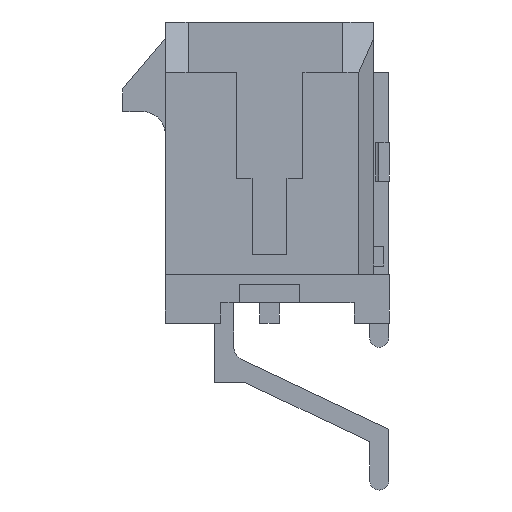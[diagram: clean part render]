
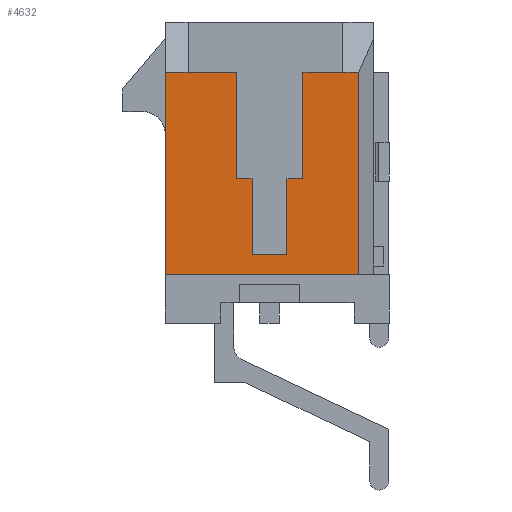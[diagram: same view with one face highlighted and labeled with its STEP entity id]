
A CAD part, left-side view. The second image highlights one B-rep face of the part: STEP entity #4632.
In plain terms, the highlighted planar face has unit normal (-1, 0, 0).
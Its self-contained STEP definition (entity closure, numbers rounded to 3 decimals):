
#5 = CARTESIAN_POINT ( 'NONE',  ( -10.825, 4.515, 2.55 ) ) ;
#154 = LINE ( 'NONE', #5237, #11893 ) ;
#328 = LINE ( 'NONE', #15669, #5677 ) ;
#517 = CARTESIAN_POINT ( 'NONE',  ( -10.825, 2.84, 2.55 ) ) ;
#785 = DIRECTION ( 'NONE',  ( 0., 0., -1. ) ) ;
#1035 = VERTEX_POINT ( 'NONE', #15750 ) ;
#1131 = EDGE_CURVE ( 'NONE', #1666, #2157, #16309, .T. ) ;
#1143 = CARTESIAN_POINT ( 'NONE',  ( -10.825, 7.37, -0.61 ) ) ;
#1245 = LINE ( 'NONE', #2492, #1714 ) ;
#1371 = CARTESIAN_POINT ( 'NONE',  ( -10.825, 7.37, -0.61 ) ) ;
#1557 = CARTESIAN_POINT ( 'NONE',  ( -10.825, 3.94, 2.745 ) ) ;
#1666 = VERTEX_POINT ( 'NONE', #1371 ) ;
#1684 = CARTESIAN_POINT ( 'NONE',  ( -10.825, 4.515, 0.05 ) ) ;
#1714 = VECTOR ( 'NONE', #6580, 1000. ) ;
#1960 = CARTESIAN_POINT ( 'NONE',  ( -10.825, 2.84, 6.05 ) ) ;
#1976 = CARTESIAN_POINT ( 'NONE',  ( -10.825, 4.515, 2.55 ) ) ;
#2006 = VECTOR ( 'NONE', #4652, 1000. ) ;
#2157 = VERTEX_POINT ( 'NONE', #2858 ) ;
#2344 = EDGE_CURVE ( 'NONE', #4958, #12416, #9774, .T. ) ;
#2492 = CARTESIAN_POINT ( 'NONE',  ( -10.825, 7.37, 6.05 ) ) ;
#2857 = ORIENTED_EDGE ( 'NONE', *, *, #5497, .T. ) ;
#2858 = CARTESIAN_POINT ( 'NONE',  ( -10.825, 7.37, 6.05 ) ) ;
#3196 = EDGE_CURVE ( 'NONE', #10642, #10667, #6195, .T. ) ;
#3868 = VECTOR ( 'NONE', #5644, 1000. ) ;
#4249 = ORIENTED_EDGE ( 'NONE', *, *, #14304, .T. ) ;
#4295 = PLANE ( 'NONE',  #16183 ) ;
#4520 = CARTESIAN_POINT ( 'NONE',  ( -10.825, 1.53, 6.05 ) ) ;
#4620 = CARTESIAN_POINT ( 'NONE',  ( -10.825, 1.53, 6.05 ) ) ;
#4632 = ADVANCED_FACE ( 'NONE', ( #12983 ), #4295, .F. ) ;
#4652 = DIRECTION ( 'NONE',  ( 0., 0., 1. ) ) ;
#4958 = VERTEX_POINT ( 'NONE', #10199 ) ;
#4982 = VERTEX_POINT ( 'NONE', #14044 ) ;
#5020 = EDGE_CURVE ( 'NONE', #4982, #10642, #14128, .T. ) ;
#5237 = CARTESIAN_POINT ( 'NONE',  ( -10.825, 4.515, 0.05 ) ) ;
#5299 = EDGE_CURVE ( 'NONE', #2157, #12290, #1245, .T. ) ;
#5413 = VECTOR ( 'NONE', #15886, 1000. ) ;
#5497 = EDGE_CURVE ( 'NONE', #9388, #12290, #328, .T. ) ;
#5644 = DIRECTION ( 'NONE',  ( 0., 1., 0. ) ) ;
#5677 = VECTOR ( 'NONE', #11832, 1000. ) ;
#5799 = LINE ( 'NONE', #1960, #5413 ) ;
#6140 = DIRECTION ( 'NONE',  ( 0., 1., 0. ) ) ;
#6195 = LINE ( 'NONE', #11276, #12194 ) ;
#6516 = EDGE_CURVE ( 'NONE', #12416, #1666, #7513, .T. ) ;
#6580 = DIRECTION ( 'NONE',  ( 0., -1., 0. ) ) ;
#6625 = VECTOR ( 'NONE', #13426, 1000. ) ;
#6631 = ORIENTED_EDGE ( 'NONE', *, *, #3196, .T. ) ;
#6928 = CARTESIAN_POINT ( 'NONE',  ( -10.825, 3.365, 2.55 ) ) ;
#7250 = LINE ( 'NONE', #517, #13264 ) ;
#7397 = CARTESIAN_POINT ( 'NONE',  ( -10.825, 1.53, 6.05 ) ) ;
#7513 = LINE ( 'NONE', #12692, #10809 ) ;
#7617 = CARTESIAN_POINT ( 'NONE',  ( -10.825, 5.04, 6.05 ) ) ;
#7628 = ORIENTED_EDGE ( 'NONE', *, *, #11108, .T. ) ;
#7661 = DIRECTION ( 'NONE',  ( 0., 0., 1. ) ) ;
#7706 = LINE ( 'NONE', #7617, #13994 ) ;
#8028 = ORIENTED_EDGE ( 'NONE', *, *, #11603, .F. ) ;
#8620 = ORIENTED_EDGE ( 'NONE', *, *, #6516, .F. ) ;
#8694 = EDGE_CURVE ( 'NONE', #1035, #14391, #5799, .T. ) ;
#8774 = CARTESIAN_POINT ( 'NONE',  ( -10.825, 5.04, 2.55 ) ) ;
#9388 = VERTEX_POINT ( 'NONE', #10514 ) ;
#9774 = LINE ( 'NONE', #16338, #14295 ) ;
#9852 = ORIENTED_EDGE ( 'NONE', *, *, #11827, .F. ) ;
#9952 = ORIENTED_EDGE ( 'NONE', *, *, #1131, .F. ) ;
#10199 = CARTESIAN_POINT ( 'NONE',  ( -10.825, 1.01, 6.05 ) ) ;
#10424 = CARTESIAN_POINT ( 'NONE',  ( -10.825, 6.62, 6.05 ) ) ;
#10514 = CARTESIAN_POINT ( 'NONE',  ( -10.825, 5.04, 6.05 ) ) ;
#10638 = DIRECTION ( 'NONE',  ( 1., 0., 0. ) ) ;
#10642 = VERTEX_POINT ( 'NONE', #13036 ) ;
#10667 = VERTEX_POINT ( 'NONE', #1684 ) ;
#10809 = VECTOR ( 'NONE', #12848, 1000. ) ;
#10919 = VERTEX_POINT ( 'NONE', #8774 ) ;
#11108 = EDGE_CURVE ( 'NONE', #14408, #10919, #14662, .T. ) ;
#11203 = EDGE_CURVE ( 'NONE', #15431, #1035, #16139, .T. ) ;
#11276 = CARTESIAN_POINT ( 'NONE',  ( -10.825, 3.365, 0.05 ) ) ;
#11474 = ORIENTED_EDGE ( 'NONE', *, *, #12531, .T. ) ;
#11586 = ORIENTED_EDGE ( 'NONE', *, *, #5299, .F. ) ;
#11603 = EDGE_CURVE ( 'NONE', #15431, #4958, #13792, .T. ) ;
#11827 = EDGE_CURVE ( 'NONE', #9388, #10919, #7706, .T. ) ;
#11832 = DIRECTION ( 'NONE',  ( 0., 1., 0. ) ) ;
#11892 = DIRECTION ( 'NONE',  ( 0., 1., 0. ) ) ;
#11893 = VECTOR ( 'NONE', #7661, 1000. ) ;
#12194 = VECTOR ( 'NONE', #12621, 1000. ) ;
#12290 = VERTEX_POINT ( 'NONE', #10424 ) ;
#12404 = VECTOR ( 'NONE', #14795, 1000. ) ;
#12416 = VERTEX_POINT ( 'NONE', #15926 ) ;
#12531 = EDGE_CURVE ( 'NONE', #10667, #14408, #154, .T. ) ;
#12621 = DIRECTION ( 'NONE',  ( 0., 1., 0. ) ) ;
#12692 = CARTESIAN_POINT ( 'NONE',  ( -10.825, 1.01, -0.61 ) ) ;
#12848 = DIRECTION ( 'NONE',  ( 0., 1., 0. ) ) ;
#12983 = FACE_OUTER_BOUND ( 'NONE', #15851, .T. ) ;
#13036 = CARTESIAN_POINT ( 'NONE',  ( -10.825, 3.365, 0.05 ) ) ;
#13168 = ORIENTED_EDGE ( 'NONE', *, *, #11203, .T. ) ;
#13264 = VECTOR ( 'NONE', #14518, 1000. ) ;
#13426 = DIRECTION ( 'NONE',  ( 0., 0., -1. ) ) ;
#13614 = ORIENTED_EDGE ( 'NONE', *, *, #5020, .T. ) ;
#13792 = LINE ( 'NONE', #4620, #12404 ) ;
#13869 = DIRECTION ( 'NONE',  ( 0., 0., -1. ) ) ;
#13913 = CARTESIAN_POINT ( 'NONE',  ( -10.825, 2.84, 2.55 ) ) ;
#13994 = VECTOR ( 'NONE', #13869, 1000. ) ;
#14044 = CARTESIAN_POINT ( 'NONE',  ( -10.825, 3.365, 2.55 ) ) ;
#14128 = LINE ( 'NONE', #6928, #6625 ) ;
#14167 = ORIENTED_EDGE ( 'NONE', *, *, #8694, .T. ) ;
#14295 = VECTOR ( 'NONE', #785, 1000. ) ;
#14304 = EDGE_CURVE ( 'NONE', #14391, #4982, #7250, .T. ) ;
#14391 = VERTEX_POINT ( 'NONE', #13913 ) ;
#14408 = VERTEX_POINT ( 'NONE', #5 ) ;
#14518 = DIRECTION ( 'NONE',  ( 0., 1., 0. ) ) ;
#14662 = LINE ( 'NONE', #1976, #3868 ) ;
#14795 = DIRECTION ( 'NONE',  ( 0., -1., 0. ) ) ;
#14932 = ORIENTED_EDGE ( 'NONE', *, *, #2344, .F. ) ;
#15431 = VERTEX_POINT ( 'NONE', #4520 ) ;
#15574 = VECTOR ( 'NONE', #6140, 1000. ) ;
#15669 = CARTESIAN_POINT ( 'NONE',  ( -10.825, 5.04, 6.05 ) ) ;
#15750 = CARTESIAN_POINT ( 'NONE',  ( -10.825, 2.84, 6.05 ) ) ;
#15851 = EDGE_LOOP ( 'NONE', ( #4249, #13614, #6631, #11474, #7628, #9852, #2857, #11586, #9952, #8620, #14932, #8028, #13168, #14167 ) ) ;
#15886 = DIRECTION ( 'NONE',  ( 0., 0., -1. ) ) ;
#15926 = CARTESIAN_POINT ( 'NONE',  ( -10.825, 1.01, -0.61 ) ) ;
#16139 = LINE ( 'NONE', #7397, #15574 ) ;
#16183 = AXIS2_PLACEMENT_3D ( 'NONE', #1557, #10638, #11892 ) ;
#16309 = LINE ( 'NONE', #1143, #2006 ) ;
#16338 = CARTESIAN_POINT ( 'NONE',  ( -10.825, 1.01, 6.05 ) ) ;
